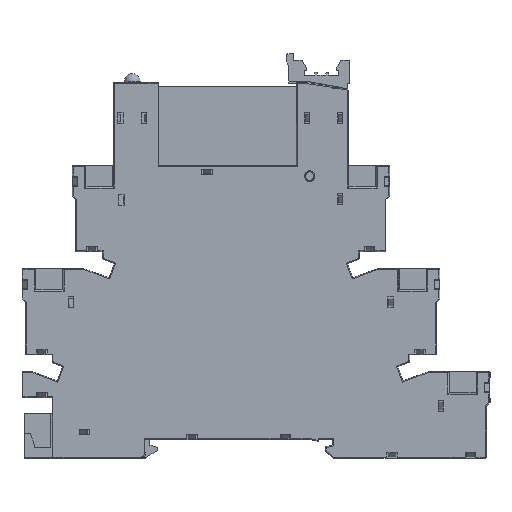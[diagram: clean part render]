
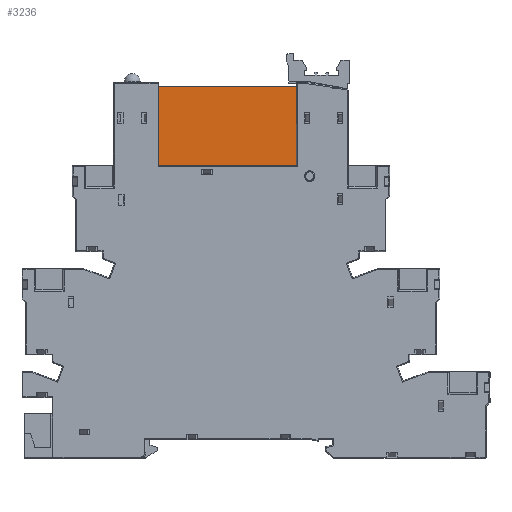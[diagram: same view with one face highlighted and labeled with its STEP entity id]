
A CAD part, top view. The second image highlights one B-rep face of the part: STEP entity #3236.
In plain terms, the highlighted face is planar.
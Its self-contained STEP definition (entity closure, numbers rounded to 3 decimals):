
#3236=ADVANCED_FACE('',(#6567),#4797,.T.);
#4797=PLANE('',#38413);
#6567=FACE_OUTER_BOUND('',#8618,.T.);
#8618=EDGE_LOOP('',(#18648,#18649,#18650,#18651));
#18648=ORIENTED_EDGE('',*,*,#26949,.F.);
#18649=ORIENTED_EDGE('',*,*,#26953,.F.);
#18650=ORIENTED_EDGE('',*,*,#26954,.F.);
#18651=ORIENTED_EDGE('',*,*,#26955,.F.);
#21923=VERTEX_POINT('',#57840);
#21924=VERTEX_POINT('',#57841);
#21927=VERTEX_POINT('',#57849);
#21928=VERTEX_POINT('',#57851);
#26949=EDGE_CURVE('',#21923,#21924,#31509,.T.);
#26953=EDGE_CURVE('',#21927,#21923,#31513,.T.);
#26954=EDGE_CURVE('',#21928,#21927,#31514,.T.);
#26955=EDGE_CURVE('',#21924,#21928,#31515,.T.);
#31509=LINE('',#57839,#36069);
#31513=LINE('',#57848,#36073);
#31514=LINE('',#57850,#36074);
#31515=LINE('',#57852,#36075);
#36069=VECTOR('',#47645,1.);
#36073=VECTOR('',#47651,1.);
#36074=VECTOR('',#47652,1.);
#36075=VECTOR('',#47653,1.);
#38413=AXIS2_PLACEMENT_3D('',#57853,#47654,#47655);
#47645=DIRECTION('',(0.,1.,0.));
#47651=DIRECTION('',(1.,0.,0.));
#47652=DIRECTION('',(0.,-1.,0.));
#47653=DIRECTION('',(-1.,0.,0.));
#47654=DIRECTION('',(0.,0.,-1.));
#47655=DIRECTION('',(-1.,0.,0.));
#57839=CARTESIAN_POINT('',(28.,7.5,0.));
#57840=CARTESIAN_POINT('',(28.,0.,0.));
#57841=CARTESIAN_POINT('',(28.,15.,0.));
#57848=CARTESIAN_POINT('',(14.,0.,0.));
#57849=CARTESIAN_POINT('',(0.,0.,0.));
#57850=CARTESIAN_POINT('',(0.,7.5,0.));
#57851=CARTESIAN_POINT('',(0.,15.,0.));
#57852=CARTESIAN_POINT('',(14.,15.,0.));
#57853=CARTESIAN_POINT('',(14.,7.5,0.));
